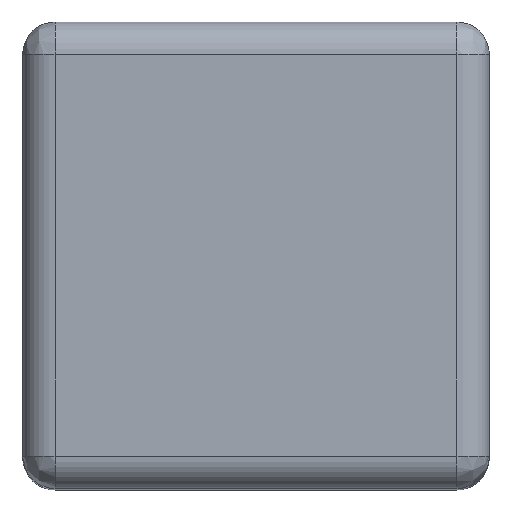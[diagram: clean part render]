
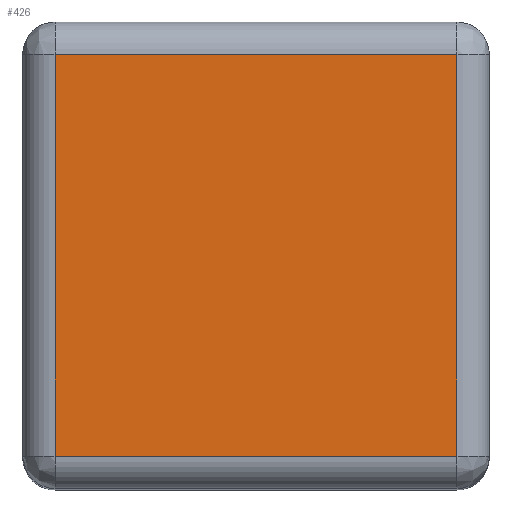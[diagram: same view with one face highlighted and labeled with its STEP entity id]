
A CAD part, top view. The second image highlights one B-rep face of the part: STEP entity #426.
In plain terms, the highlighted planar face has unit normal (0, 0, 1).
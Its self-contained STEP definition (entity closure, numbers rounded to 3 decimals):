
#95 = VERTEX_POINT('',#96);
#96 = CARTESIAN_POINT('',(3.1,3.1,13.));
#103 = EDGE_CURVE('',#95,#104,#106,.T.);
#104 = VERTEX_POINT('',#105);
#105 = CARTESIAN_POINT('',(3.1,-3.1,13.));
#106 = LINE('',#107,#108);
#107 = CARTESIAN_POINT('',(3.1,0.,13.));
#108 = VECTOR('',#109,1.);
#109 = DIRECTION('',(0.,-1.,0.));
#426 = ADVANCED_FACE('',(#427),#452,.F.);
#427 = FACE_BOUND('',#428,.T.);
#428 = EDGE_LOOP('',(#429,#437,#445,#451));
#429 = ORIENTED_EDGE('',*,*,#430,.F.);
#430 = EDGE_CURVE('',#431,#95,#433,.T.);
#431 = VERTEX_POINT('',#432);
#432 = CARTESIAN_POINT('',(-3.1,3.1,13.));
#433 = LINE('',#434,#435);
#434 = CARTESIAN_POINT('',(0.,3.1,13.));
#435 = VECTOR('',#436,1.);
#436 = DIRECTION('',(1.,0.,0.));
#437 = ORIENTED_EDGE('',*,*,#438,.F.);
#438 = EDGE_CURVE('',#439,#431,#441,.T.);
#439 = VERTEX_POINT('',#440);
#440 = CARTESIAN_POINT('',(-3.1,-3.1,13.));
#441 = LINE('',#442,#443);
#442 = CARTESIAN_POINT('',(-3.1,0.,13.));
#443 = VECTOR('',#444,1.);
#444 = DIRECTION('',(0.,1.,0.));
#445 = ORIENTED_EDGE('',*,*,#446,.F.);
#446 = EDGE_CURVE('',#104,#439,#447,.T.);
#447 = LINE('',#448,#449);
#448 = CARTESIAN_POINT('',(0.,-3.1,13.));
#449 = VECTOR('',#450,1.);
#450 = DIRECTION('',(-1.,0.,0.));
#451 = ORIENTED_EDGE('',*,*,#103,.F.);
#452 = PLANE('',#453);
#453 = AXIS2_PLACEMENT_3D('',#454,#455,#456);
#454 = CARTESIAN_POINT('',(0.,0.,13.));
#455 = DIRECTION('',(0.,0.,-1.));
#456 = DIRECTION('',(0.,1.,0.));
